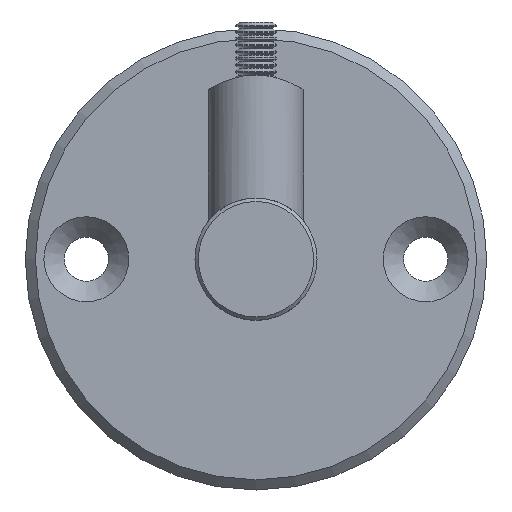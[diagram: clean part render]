
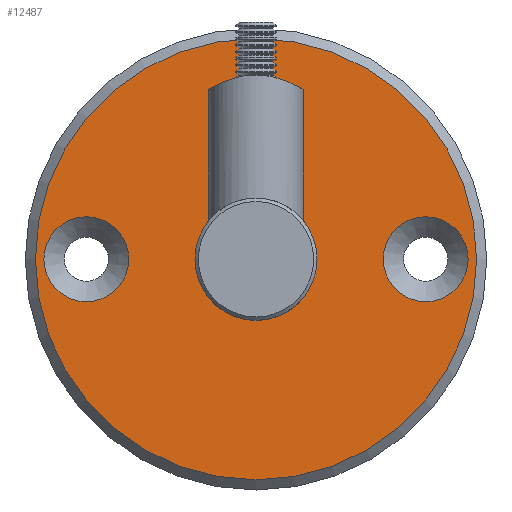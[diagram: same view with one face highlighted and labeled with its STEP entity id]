
A CAD part, front view. The second image highlights one B-rep face of the part: STEP entity #12487.
In plain terms, the highlighted face is planar.
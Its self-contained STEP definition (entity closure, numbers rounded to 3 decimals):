
#1720 = CARTESIAN_POINT ( 'NONE',  ( 6.25, 25., 3. ) ) ;
#1741 = CARTESIAN_POINT ( 'NONE',  ( 0., -25., 3. ) ) ;
#2372 = CIRCLE ( 'NONE', #3714, 32.5 ) ;
#2457 = DIRECTION ( 'NONE',  ( 1., 0., 0. ) ) ;
#3152 = VERTEX_POINT ( 'NONE', #14028 ) ;
#3268 = DIRECTION ( 'NONE',  ( 0., 0., 1. ) ) ;
#3714 = AXIS2_PLACEMENT_3D ( 'NONE', #7526, #11966, #6055 ) ;
#3777 = AXIS2_PLACEMENT_3D ( 'NONE', #13483, #6127, #7595 ) ;
#4264 = ORIENTED_EDGE ( 'NONE', *, *, #18686, .F. ) ;
#4547 = VERTEX_POINT ( 'NONE', #1720 ) ;
#4554 = EDGE_LOOP ( 'NONE', ( #4264 ) ) ;
#4997 = CARTESIAN_POINT ( 'NONE',  ( 0., 25., 3. ) ) ;
#5271 = DIRECTION ( 'NONE',  ( 0., 0., 1. ) ) ;
#5727 = ORIENTED_EDGE ( 'NONE', *, *, #8517, .F. ) ;
#5828 = CIRCLE ( 'NONE', #7403, 6.25 ) ;
#6055 = DIRECTION ( 'NONE',  ( 1., 0., 0. ) ) ;
#6127 = DIRECTION ( 'NONE',  ( 0., 0., 1. ) ) ;
#6250 = DIRECTION ( 'NONE',  ( 1., 0., 0. ) ) ;
#6425 = CARTESIAN_POINT ( 'NONE',  ( 32.5, 0., 3. ) ) ;
#6569 = DIRECTION ( 'NONE',  ( 1., 0., 0. ) ) ;
#6749 = FACE_OUTER_BOUND ( 'NONE', #7118, .T. ) ;
#7118 = EDGE_LOOP ( 'NONE', ( #9639 ) ) ;
#7403 = AXIS2_PLACEMENT_3D ( 'NONE', #4997, #18161, #6569 ) ;
#7499 = CIRCLE ( 'NONE', #13769, 6.25 ) ;
#7526 = CARTESIAN_POINT ( 'NONE',  ( 0., 0., 3. ) ) ;
#7595 = DIRECTION ( 'NONE',  ( 1., 0., 0. ) ) ;
#8517 = EDGE_CURVE ( 'NONE', #17126, #17126, #7499, .T. ) ;
#8999 = FACE_BOUND ( 'NONE', #4554, .T. ) ;
#9478 = FACE_BOUND ( 'NONE', #17347, .T. ) ;
#9639 = ORIENTED_EDGE ( 'NONE', *, *, #11402, .T. ) ;
#10191 = EDGE_CURVE ( 'NONE', #4547, #4547, #5828, .T. ) ;
#11263 = PLANE ( 'NONE',  #14998 ) ;
#11402 = EDGE_CURVE ( 'NONE', #12143, #12143, #2372, .T. ) ;
#11507 = CIRCLE ( 'NONE', #3777, 4.25 ) ;
#11966 = DIRECTION ( 'NONE',  ( 0., 0., 1. ) ) ;
#12101 = EDGE_LOOP ( 'NONE', ( #18731 ) ) ;
#12143 = VERTEX_POINT ( 'NONE', #6425 ) ;
#12487 = ADVANCED_FACE ( 'NONE', ( #8999, #6749, #15621, #9478 ), #11263, .T. ) ;
#13483 = CARTESIAN_POINT ( 'NONE',  ( 0., 0., 3. ) ) ;
#13769 = AXIS2_PLACEMENT_3D ( 'NONE', #1741, #3268, #6250 ) ;
#14028 = CARTESIAN_POINT ( 'NONE',  ( 4.25, 0., 3. ) ) ;
#14663 = CARTESIAN_POINT ( 'NONE',  ( 6.25, -25., 3. ) ) ;
#14998 = AXIS2_PLACEMENT_3D ( 'NONE', #18367, #5271, #2457 ) ;
#15621 = FACE_BOUND ( 'NONE', #12101, .T. ) ;
#17126 = VERTEX_POINT ( 'NONE', #14663 ) ;
#17347 = EDGE_LOOP ( 'NONE', ( #5727 ) ) ;
#18161 = DIRECTION ( 'NONE',  ( 0., 0., 1. ) ) ;
#18367 = CARTESIAN_POINT ( 'NONE',  ( 0., 0., 3. ) ) ;
#18686 = EDGE_CURVE ( 'NONE', #3152, #3152, #11507, .T. ) ;
#18731 = ORIENTED_EDGE ( 'NONE', *, *, #10191, .F. ) ;
